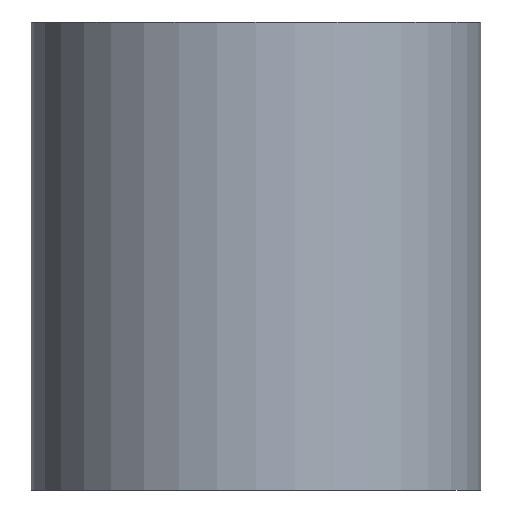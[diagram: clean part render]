
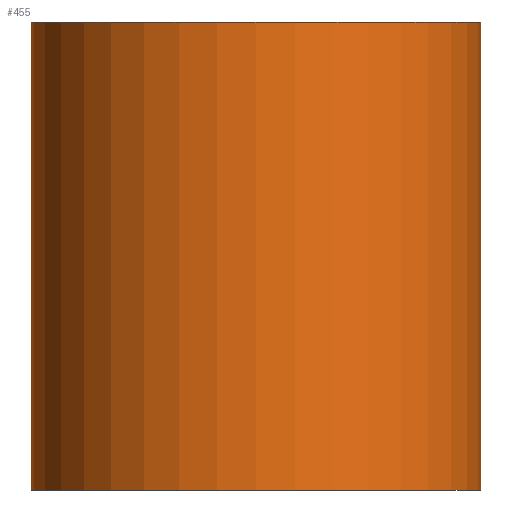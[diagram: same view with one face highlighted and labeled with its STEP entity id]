
A CAD part, front view. The second image highlights one B-rep face of the part: STEP entity #455.
In plain terms, the highlighted cylindrical face has radius 9.157 mm (diameter 18.313 mm), a partial arc.
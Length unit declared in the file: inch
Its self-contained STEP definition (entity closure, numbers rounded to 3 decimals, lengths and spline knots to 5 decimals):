
#29 = LINE ( 'NONE', #417, #119 ) ;
#38 = VECTOR ( 'NONE', #296, 39.37008 ) ;
#43 = LINE ( 'NONE', #446, #38 ) ;
#70 = DIRECTION ( 'NONE',  ( 0., 0., -1. ) ) ;
#74 = EDGE_CURVE ( 'NONE', #121, #422, #43, .T. ) ;
#98 = EDGE_CURVE ( 'NONE', #167, #211, #29, .T. ) ;
#108 = EDGE_CURVE ( 'NONE', #121, #167, #324, .T. ) ;
#109 = FACE_OUTER_BOUND ( 'NONE', #299, .T. ) ;
#115 = DIRECTION ( 'NONE',  ( -1., 0., 0. ) ) ;
#119 = VECTOR ( 'NONE', #510, 39.37008 ) ;
#121 = VERTEX_POINT ( 'NONE', #411 ) ;
#130 = CYLINDRICAL_SURFACE ( 'NONE', #550, 0.3605 ) ;
#166 = CARTESIAN_POINT ( 'NONE',  ( 0.3125, -0.8265, -0.375 ) ) ;
#167 = VERTEX_POINT ( 'NONE', #432 ) ;
#205 = ORIENTED_EDGE ( 'NONE', *, *, #108, .T. ) ;
#211 = VERTEX_POINT ( 'NONE', #479 ) ;
#266 = AXIS2_PLACEMENT_3D ( 'NONE', #379, #70, #406 ) ;
#296 = DIRECTION ( 'NONE',  ( 0., 0., -1. ) ) ;
#299 = EDGE_LOOP ( 'NONE', ( #334, #340, #205, #368 ) ) ;
#305 = CIRCLE ( 'NONE', #266, 0.3605 ) ;
#306 = DIRECTION ( 'NONE',  ( 0., 0., -1. ) ) ;
#324 = CIRCLE ( 'NONE', #506, 0.3605 ) ;
#334 = ORIENTED_EDGE ( 'NONE', *, *, #543, .F. ) ;
#340 = ORIENTED_EDGE ( 'NONE', *, *, #74, .F. ) ;
#368 = ORIENTED_EDGE ( 'NONE', *, *, #98, .T. ) ;
#374 = DIRECTION ( 'NONE',  ( 0., 0., -1. ) ) ;
#379 = CARTESIAN_POINT ( 'NONE',  ( 0.3125, -1.187, -0.375 ) ) ;
#388 = CARTESIAN_POINT ( 'NONE',  ( 0.3125, -1.187, 0.375 ) ) ;
#406 = DIRECTION ( 'NONE',  ( 1., 0., 0. ) ) ;
#411 = CARTESIAN_POINT ( 'NONE',  ( 0.3125, -0.8265, 0.375 ) ) ;
#417 = CARTESIAN_POINT ( 'NONE',  ( -0.048, -1.187, 0.375 ) ) ;
#422 = VERTEX_POINT ( 'NONE', #166 ) ;
#432 = CARTESIAN_POINT ( 'NONE',  ( -0.048, -1.187, 0.375 ) ) ;
#436 = CARTESIAN_POINT ( 'NONE',  ( 0.3125, -1.187, 0.375 ) ) ;
#446 = CARTESIAN_POINT ( 'NONE',  ( 0.3125, -0.8265, 0.375 ) ) ;
#455 = ADVANCED_FACE ( 'NONE', ( #109 ), #130, .T. ) ;
#479 = CARTESIAN_POINT ( 'NONE',  ( -0.048, -1.187, -0.375 ) ) ;
#506 = AXIS2_PLACEMENT_3D ( 'NONE', #388, #306, #549 ) ;
#510 = DIRECTION ( 'NONE',  ( 0., 0., -1. ) ) ;
#543 = EDGE_CURVE ( 'NONE', #422, #211, #305, .T. ) ;
#549 = DIRECTION ( 'NONE',  ( 1., 0., 0. ) ) ;
#550 = AXIS2_PLACEMENT_3D ( 'NONE', #436, #374, #115 ) ;
